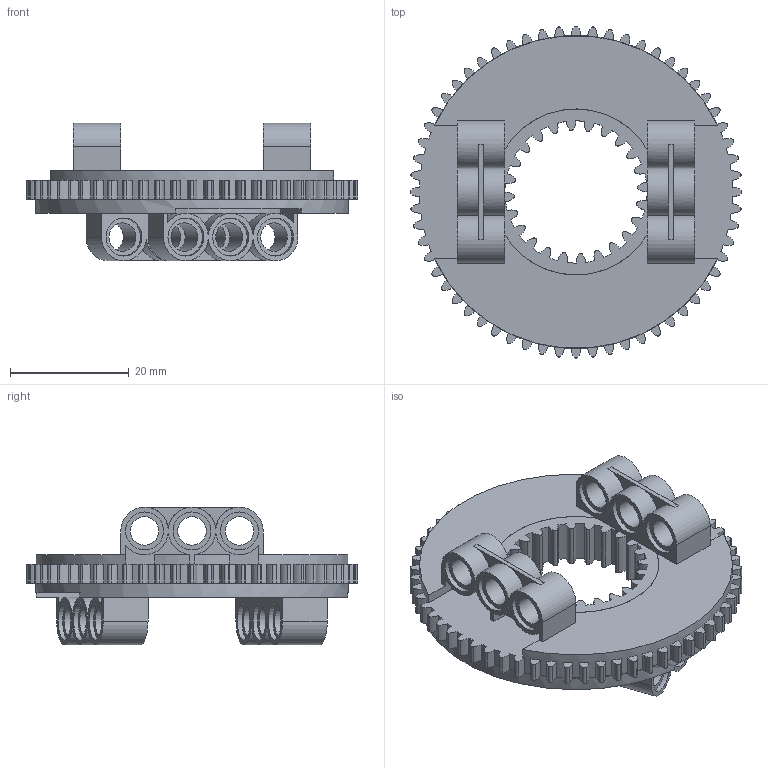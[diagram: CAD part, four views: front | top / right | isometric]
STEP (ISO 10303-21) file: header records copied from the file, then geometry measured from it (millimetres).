
FILE_DESCRIPTION(/* description */ (''),/* implementation_level */ '2;1');
FILE_NAME(/* name */ 'Turntable New with Hole Base and Black Top.stp',/* time_stamp */ '2018-03-10T15:48:37+00:00',/* author */ ('herbi'),/* organization */ (''),/* preprocessor_version */ 'ST-DEVELOPER v16.13',/* originating_system */ 'Autodesk Inventor 2018',/* authorisation */ '');
FILE_SCHEMA (('AUTOMOTIVE_DESIGN { 1 0 10303 214 3 1 1 }'));
Length unit declared in the file: millimetre
Products named in the file (3): Turntable New with Hole Base and Black Top; Top for Large Turntable; Turntable Type 2 Base
Assembly tree (2 placements, depth 2):
  Turntable New with Hole Base and Black Top
    Top for Large Turntable
    Turntable Type 2 Base
Bounding box: 56 x 56 x 23.2 mm (x, y, z)
Volume: 15471.1 mm3; surface area: 14672.6 mm2
Topology: 2 solids, 2 shells, 551 faces, 1557 edges, 1034 vertices
Faces by surface type: cylinder 371, plane 180
Full cylindrical faces by diameter (mm): 4.8 x12, 6.4 x24, 28 x2, 52.8 x1
Entity records: 18152 total; most frequent: DIRECTION 3488, CARTESIAN_POINT 3080, ORIENTED_EDGE 3008, EDGE_CURVE 1504, AXIS2_PLACEMENT_3D 1428, VERTEX_POINT 1020, CIRCLE 872, EDGE_LOOP 642
